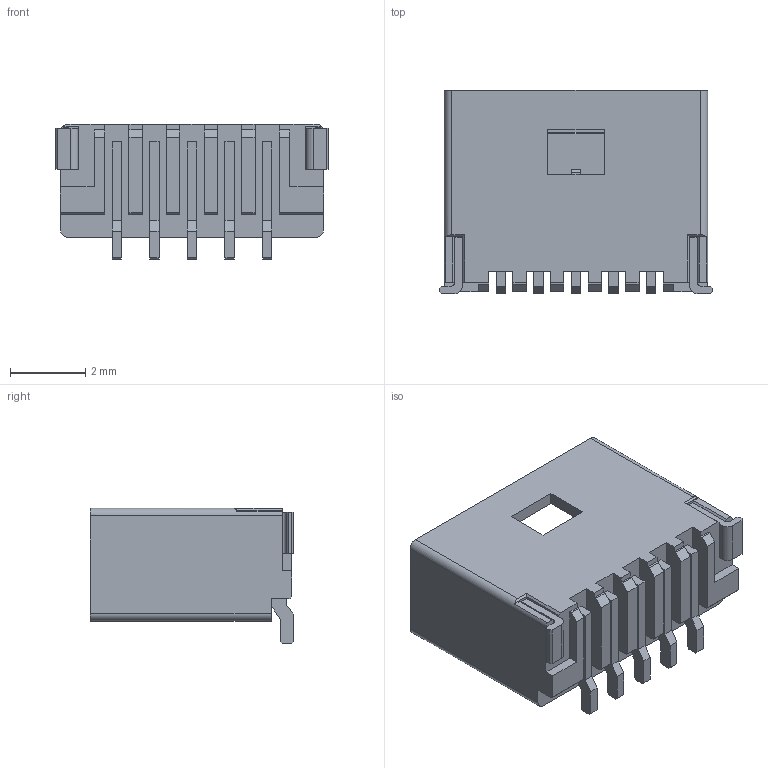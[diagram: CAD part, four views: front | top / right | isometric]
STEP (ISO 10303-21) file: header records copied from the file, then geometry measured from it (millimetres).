
FILE_DESCRIPTION (( 'STEP AP214' ), '1' );
FILE_NAME ('Molex_PicoClasp_501331-0507.step', '2018-01-19T13:15:54', ( '' ), ( '' ), 'SwSTEP 2.0', 'SolidWorks 2018', '' );
FILE_SCHEMA (( 'AUTOMOTIVE_DESIGN' ));
Length unit declared in the file: millimetre
Products named in the file (1): Molex_PicoClasp_501331-0507
Bounding box: 7.24 x 5.41 x 3.6 mm (x, y, z)
Volume: 56.6 mm3; surface area: 260.7 mm2
Topology: 1 solids, 1 shells, 226 faces, 631 edges, 418 vertices
Faces by surface type: plane 208, cylinder 18
Entity records: 8520 total; most frequent: CARTESIAN_POINT 1282, ORIENTED_EDGE 1262, DIRECTION 1121, EDGE_CURVE 631, LINE 591, VECTOR 591, VERTEX_POINT 418, AXIS2_PLACEMENT_3D 265
